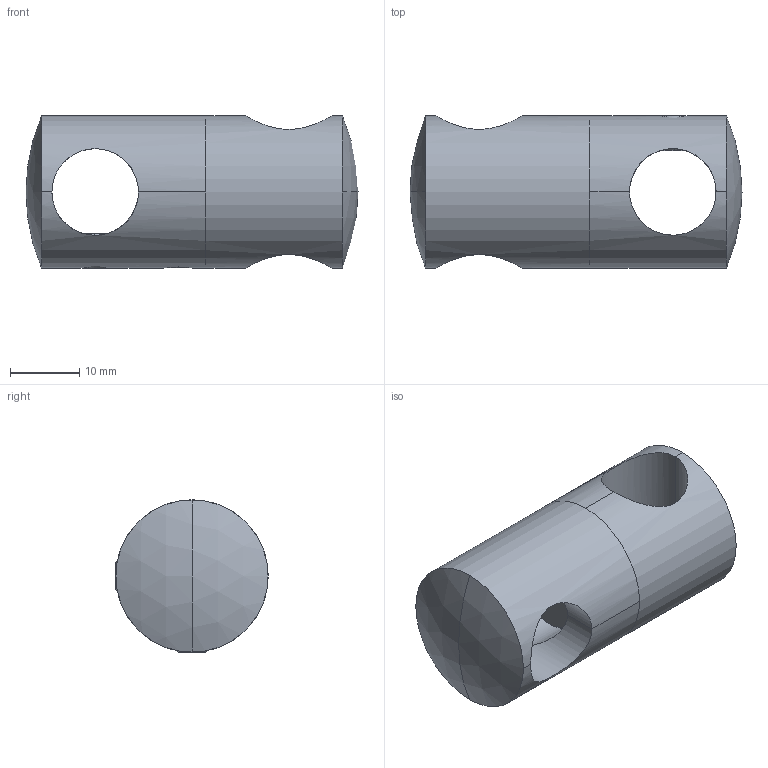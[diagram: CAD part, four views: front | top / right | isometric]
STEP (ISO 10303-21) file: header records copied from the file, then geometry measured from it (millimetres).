
FILE_DESCRIPTION (( 'STEP AP203' ), '1' );
FILE_NAME ('A_0830-012.STEP', '2021-05-13T06:19:12', ( '' ), ( '' ), 'SwSTEP 2.0', 'SolidWorks 2019', '' );
FILE_SCHEMA (( 'CONFIG_CONTROL_DESIGN' ));
Length unit declared in the file: millimetre
Products named in the file (5): A_0830-012.P1; SKRUTKA DIN 913_SKRUTKA M 5X 5; A_0830-012; DIN 914_SKRUTKA M 5X 5; A_0830-012.P2
Assembly tree (5 placements, depth 2):
  A_0830-012
    A_0830-012.P1
    A_0830-012.P2
    SKRUTKA DIN 913_SKRUTKA M 5X 5  x2
    DIN 914_SKRUTKA M 5X 5
Bounding box: 48 x 22 x 22 mm (x, y, z)
Volume: 11835.1 mm3; surface area: 6587.4 mm2
Topology: 5 solids, 5 shells, 80 faces, 186 edges, 114 vertices
Faces by surface type: plane 30, cylinder 26, cone 20, sphere 4
Entity records: 3132 total; most frequent: CARTESIAN_POINT 1076, DIRECTION 323, ORIENTED_EDGE 308, EDGE_CURVE 154, AXIS2_PLACEMENT_3D 121, VERTEX_POINT 94, VECTOR 81, LINE 81
